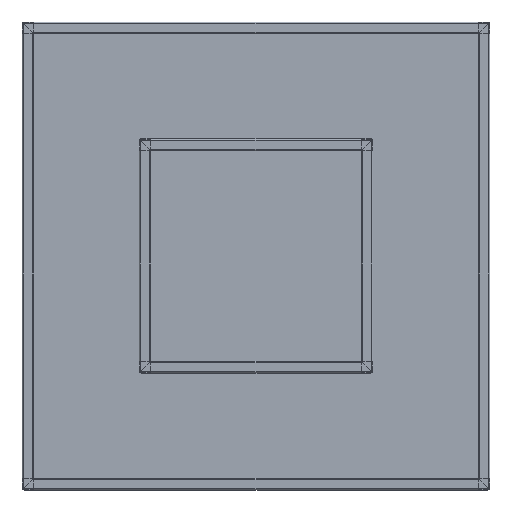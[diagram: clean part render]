
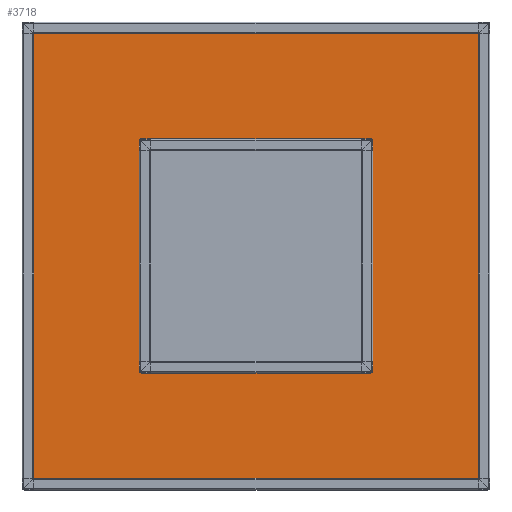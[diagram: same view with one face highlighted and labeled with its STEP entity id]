
A CAD part, front view. The second image highlights one B-rep face of the part: STEP entity #3718.
In plain terms, the highlighted planar face has unit normal (0, -1, 0).
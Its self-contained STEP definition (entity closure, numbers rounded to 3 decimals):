
#20 = VERTEX_POINT ( 'NONE', #8239 ) ;
#65 = CARTESIAN_POINT ( 'NONE',  ( -390., 0., -400. ) ) ;
#175 = VERTEX_POINT ( 'NONE', #6510 ) ;
#442 = DIRECTION ( 'NONE',  ( 0., 0., 1. ) ) ;
#507 = CARTESIAN_POINT ( 'NONE',  ( 390., 0., -390. ) ) ;
#1026 = EDGE_CURVE ( 'NONE', #11291, #175, #10819, .T. ) ;
#1043 = CARTESIAN_POINT ( 'NONE',  ( 790., 0., 790. ) ) ;
#1216 = LINE ( 'NONE', #9459, #2070 ) ;
#1352 = CARTESIAN_POINT ( 'NONE',  ( -790., 0., 790. ) ) ;
#1354 = CIRCLE ( 'NONE', #2737, 10. ) ;
#1376 = ORIENTED_EDGE ( 'NONE', *, *, #9126, .T. ) ;
#1446 = DIRECTION ( 'NONE',  ( 0., 1., 0. ) ) ;
#1503 = VECTOR ( 'NONE', #13689, 1000. ) ;
#1589 = ORIENTED_EDGE ( 'NONE', *, *, #13105, .F. ) ;
#1772 = EDGE_CURVE ( 'NONE', #5688, #2669, #2208, .T. ) ;
#1805 = EDGE_CURVE ( 'NONE', #20, #8326, #1354, .T. ) ;
#1886 = VERTEX_POINT ( 'NONE', #8856 ) ;
#1932 = ORIENTED_EDGE ( 'NONE', *, *, #9101, .T. ) ;
#1985 = EDGE_CURVE ( 'NONE', #7689, #3141, #15711, .T. ) ;
#2070 = VECTOR ( 'NONE', #10752, 1000. ) ;
#2102 = LINE ( 'NONE', #12486, #8495 ) ;
#2208 = CIRCLE ( 'NONE', #11968, 10. ) ;
#2231 = EDGE_CURVE ( 'NONE', #17196, #11409, #13421, .T. ) ;
#2289 = CARTESIAN_POINT ( 'NONE',  ( 400., 0., 390. ) ) ;
#2348 = ORIENTED_EDGE ( 'NONE', *, *, #4546, .T. ) ;
#2399 = PLANE ( 'NONE',  #16360 ) ;
#2669 = VERTEX_POINT ( 'NONE', #10479 ) ;
#2694 = EDGE_CURVE ( 'NONE', #15776, #7689, #12357, .T. ) ;
#2737 = AXIS2_PLACEMENT_3D ( 'NONE', #1043, #4233, #13552 ) ;
#2823 = CARTESIAN_POINT ( 'NONE',  ( -790., 0., -790. ) ) ;
#2982 = DIRECTION ( 'NONE',  ( 0., 0., 1. ) ) ;
#3008 = CARTESIAN_POINT ( 'NONE',  ( 390., 0., -400. ) ) ;
#3141 = VERTEX_POINT ( 'NONE', #7452 ) ;
#3221 = VECTOR ( 'NONE', #9139, 1000. ) ;
#3239 = DIRECTION ( 'NONE',  ( 1., 0., 0. ) ) ;
#3364 = DIRECTION ( 'NONE',  ( 0., 1., 0. ) ) ;
#3541 = VECTOR ( 'NONE', #6952, 1000. ) ;
#3718 = ADVANCED_FACE ( 'NONE', ( #10385, #6874 ), #2399, .T. ) ;
#3871 = CARTESIAN_POINT ( 'NONE',  ( 390., 0., 390. ) ) ;
#4008 = CARTESIAN_POINT ( 'NONE',  ( -390., 0., -390. ) ) ;
#4233 = DIRECTION ( 'NONE',  ( 0., 1., 0. ) ) ;
#4546 = EDGE_CURVE ( 'NONE', #1886, #15641, #12924, .T. ) ;
#4607 = DIRECTION ( 'NONE',  ( 1., 0., 0. ) ) ;
#5387 = AXIS2_PLACEMENT_3D ( 'NONE', #10594, #9147, #6487 ) ;
#5455 = CARTESIAN_POINT ( 'NONE',  ( -790., 0., -800. ) ) ;
#5688 = VERTEX_POINT ( 'NONE', #14991 ) ;
#5757 = DIRECTION ( 'NONE',  ( 0., 0., 1. ) ) ;
#6033 = DIRECTION ( 'NONE',  ( 0., 0., -1. ) ) ;
#6477 = ORIENTED_EDGE ( 'NONE', *, *, #11979, .F. ) ;
#6487 = DIRECTION ( 'NONE',  ( 0., 0., -1. ) ) ;
#6510 = CARTESIAN_POINT ( 'NONE',  ( -390., 0., 400. ) ) ;
#6598 = ORIENTED_EDGE ( 'NONE', *, *, #1805, .F. ) ;
#6874 = FACE_BOUND ( 'NONE', #15288, .T. ) ;
#6886 = DIRECTION ( 'NONE',  ( 0., 0., 1. ) ) ;
#6931 = DIRECTION ( 'NONE',  ( 0., 1., 0. ) ) ;
#6952 = DIRECTION ( 'NONE',  ( -1., 0., 0. ) ) ;
#7096 = AXIS2_PLACEMENT_3D ( 'NONE', #2823, #6931, #5757 ) ;
#7182 = AXIS2_PLACEMENT_3D ( 'NONE', #3871, #12077, #10652 ) ;
#7344 = AXIS2_PLACEMENT_3D ( 'NONE', #1352, #8619, #14055 ) ;
#7367 = AXIS2_PLACEMENT_3D ( 'NONE', #507, #3364, #442 ) ;
#7410 = CIRCLE ( 'NONE', #13680, 10. ) ;
#7452 = CARTESIAN_POINT ( 'NONE',  ( 400., 0., -390. ) ) ;
#7689 = VERTEX_POINT ( 'NONE', #2289 ) ;
#8239 = CARTESIAN_POINT ( 'NONE',  ( 790., 0., 800. ) ) ;
#8326 = VERTEX_POINT ( 'NONE', #11897 ) ;
#8425 = CARTESIAN_POINT ( 'NONE',  ( -400., 0., 390. ) ) ;
#8495 = VECTOR ( 'NONE', #3239, 1000. ) ;
#8551 = VERTEX_POINT ( 'NONE', #15069 ) ;
#8619 = DIRECTION ( 'NONE',  ( 0., 1., 0. ) ) ;
#8856 = CARTESIAN_POINT ( 'NONE',  ( 390., 0., -400. ) ) ;
#9078 = CARTESIAN_POINT ( 'NONE',  ( 400., 0., 390. ) ) ;
#9101 = EDGE_CURVE ( 'NONE', #175, #15776, #10636, .T. ) ;
#9126 = EDGE_CURVE ( 'NONE', #10126, #11291, #9391, .T. ) ;
#9139 = DIRECTION ( 'NONE',  ( 0., 0., -1. ) ) ;
#9140 = CIRCLE ( 'NONE', #7367, 10. ) ;
#9147 = DIRECTION ( 'NONE',  ( 0., 1., 0. ) ) ;
#9303 = CARTESIAN_POINT ( 'NONE',  ( -800., 0., 790. ) ) ;
#9391 = LINE ( 'NONE', #8425, #1503 ) ;
#9434 = CARTESIAN_POINT ( 'NONE',  ( -800., 0., -790. ) ) ;
#9459 = CARTESIAN_POINT ( 'NONE',  ( 790., 0., -800. ) ) ;
#9508 = DIRECTION ( 'NONE',  ( 0., 1., 0. ) ) ;
#9531 = LINE ( 'NONE', #12674, #9960 ) ;
#9796 = CIRCLE ( 'NONE', #7344, 10. ) ;
#9940 = EDGE_LOOP ( 'NONE', ( #12754, #14182, #6477, #13042, #16212, #12934, #6598, #1589 ) ) ;
#9960 = VECTOR ( 'NONE', #6033, 1000. ) ;
#10067 = ORIENTED_EDGE ( 'NONE', *, *, #2694, .T. ) ;
#10126 = VERTEX_POINT ( 'NONE', #16571 ) ;
#10385 = FACE_OUTER_BOUND ( 'NONE', #9940, .T. ) ;
#10479 = CARTESIAN_POINT ( 'NONE',  ( 790., 0., -800. ) ) ;
#10594 = CARTESIAN_POINT ( 'NONE',  ( -390., 0., 390. ) ) ;
#10636 = LINE ( 'NONE', #15158, #14225 ) ;
#10652 = DIRECTION ( 'NONE',  ( 0., 0., 1. ) ) ;
#10729 = DIRECTION ( 'NONE',  ( 0., 0., 1. ) ) ;
#10752 = DIRECTION ( 'NONE',  ( -1., 0., 0. ) ) ;
#10819 = CIRCLE ( 'NONE', #5387, 10. ) ;
#11075 = ORIENTED_EDGE ( 'NONE', *, *, #12453, .T. ) ;
#11144 = EDGE_CURVE ( 'NONE', #8326, #5688, #9531, .T. ) ;
#11237 = ORIENTED_EDGE ( 'NONE', *, *, #1026, .T. ) ;
#11291 = VERTEX_POINT ( 'NONE', #12972 ) ;
#11409 = VERTEX_POINT ( 'NONE', #9303 ) ;
#11897 = CARTESIAN_POINT ( 'NONE',  ( 800., 0., 790. ) ) ;
#11968 = AXIS2_PLACEMENT_3D ( 'NONE', #12221, #9508, #2982 ) ;
#11979 = EDGE_CURVE ( 'NONE', #15081, #17196, #12879, .T. ) ;
#12077 = DIRECTION ( 'NONE',  ( 0., 1., 0. ) ) ;
#12221 = CARTESIAN_POINT ( 'NONE',  ( 790., 0., -790. ) ) ;
#12357 = CIRCLE ( 'NONE', #7182, 10. ) ;
#12453 = EDGE_CURVE ( 'NONE', #15641, #10126, #7410, .T. ) ;
#12486 = CARTESIAN_POINT ( 'NONE',  ( 790., 0., 800. ) ) ;
#12674 = CARTESIAN_POINT ( 'NONE',  ( 800., 0., 790. ) ) ;
#12754 = ORIENTED_EDGE ( 'NONE', *, *, #14203, .F. ) ;
#12879 = CIRCLE ( 'NONE', #7096, 10. ) ;
#12924 = LINE ( 'NONE', #3008, #3541 ) ;
#12934 = ORIENTED_EDGE ( 'NONE', *, *, #11144, .F. ) ;
#12972 = CARTESIAN_POINT ( 'NONE',  ( -400., 0., 390. ) ) ;
#13042 = ORIENTED_EDGE ( 'NONE', *, *, #16247, .F. ) ;
#13105 = EDGE_CURVE ( 'NONE', #8551, #20, #2102, .T. ) ;
#13421 = LINE ( 'NONE', #13536, #16552 ) ;
#13536 = CARTESIAN_POINT ( 'NONE',  ( -800., 0., 790. ) ) ;
#13552 = DIRECTION ( 'NONE',  ( 0., 0., 1. ) ) ;
#13680 = AXIS2_PLACEMENT_3D ( 'NONE', #4008, #1446, #10729 ) ;
#13689 = DIRECTION ( 'NONE',  ( 0., 0., 1. ) ) ;
#13700 = CARTESIAN_POINT ( 'NONE',  ( 390., 0., 400. ) ) ;
#14055 = DIRECTION ( 'NONE',  ( 0., 0., -1. ) ) ;
#14182 = ORIENTED_EDGE ( 'NONE', *, *, #2231, .F. ) ;
#14203 = EDGE_CURVE ( 'NONE', #11409, #8551, #9796, .T. ) ;
#14225 = VECTOR ( 'NONE', #4607, 1000. ) ;
#14272 = DIRECTION ( 'NONE',  ( 0., 0., -1. ) ) ;
#14328 = CARTESIAN_POINT ( 'NONE',  ( -790., 0., 790. ) ) ;
#14386 = DIRECTION ( 'NONE',  ( 0., -1., 0. ) ) ;
#14991 = CARTESIAN_POINT ( 'NONE',  ( 800., 0., -790. ) ) ;
#15069 = CARTESIAN_POINT ( 'NONE',  ( -790., 0., 800. ) ) ;
#15081 = VERTEX_POINT ( 'NONE', #5455 ) ;
#15158 = CARTESIAN_POINT ( 'NONE',  ( 390., 0., 400. ) ) ;
#15288 = EDGE_LOOP ( 'NONE', ( #1376, #11237, #1932, #10067, #16861, #15983, #2348, #11075 ) ) ;
#15313 = EDGE_CURVE ( 'NONE', #3141, #1886, #9140, .T. ) ;
#15641 = VERTEX_POINT ( 'NONE', #65 ) ;
#15711 = LINE ( 'NONE', #9078, #3221 ) ;
#15776 = VERTEX_POINT ( 'NONE', #13700 ) ;
#15983 = ORIENTED_EDGE ( 'NONE', *, *, #15313, .T. ) ;
#16212 = ORIENTED_EDGE ( 'NONE', *, *, #1772, .F. ) ;
#16247 = EDGE_CURVE ( 'NONE', #2669, #15081, #1216, .T. ) ;
#16360 = AXIS2_PLACEMENT_3D ( 'NONE', #14328, #14386, #14272 ) ;
#16552 = VECTOR ( 'NONE', #6886, 1000. ) ;
#16571 = CARTESIAN_POINT ( 'NONE',  ( -400., 0., -390. ) ) ;
#16861 = ORIENTED_EDGE ( 'NONE', *, *, #1985, .T. ) ;
#17196 = VERTEX_POINT ( 'NONE', #9434 ) ;
